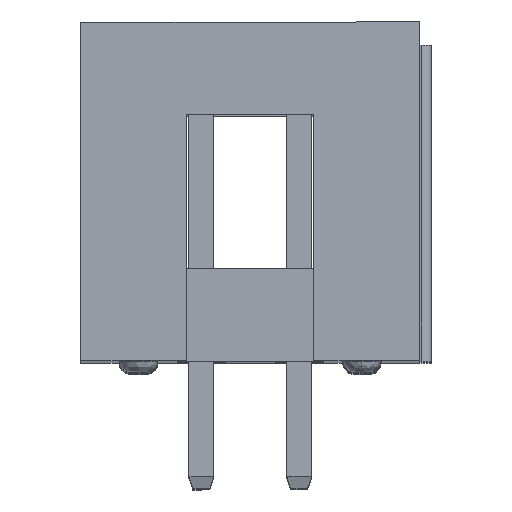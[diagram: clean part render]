
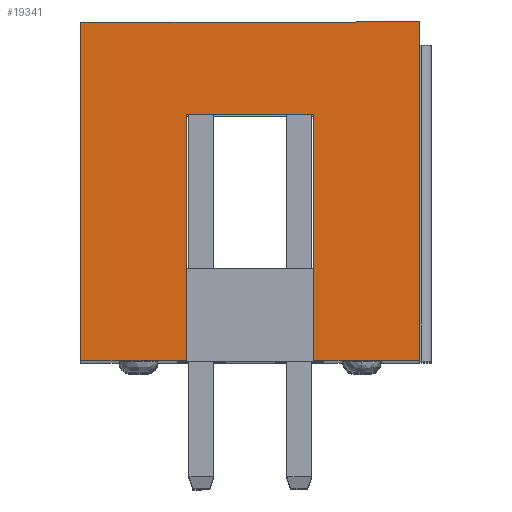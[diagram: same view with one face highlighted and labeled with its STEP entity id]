
A CAD part, top view. The second image highlights one B-rep face of the part: STEP entity #19341.
In plain terms, the highlighted face is planar.
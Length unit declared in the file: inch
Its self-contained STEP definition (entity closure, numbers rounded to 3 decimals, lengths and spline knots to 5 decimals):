
#2 = DIRECTION ( 'NONE',  ( 0., 0., 1. ) ) ;
#1506 = DIRECTION ( 'NONE',  ( 0., 1., 0. ) ) ;
#1730 = CARTESIAN_POINT ( 'NONE',  ( 0.64764, 0., -0.23819 ) ) ;
#2189 = CARTESIAN_POINT ( 'NONE',  ( 0.64764, 0., -0.34646 ) ) ;
#2498 = DIRECTION ( 'NONE',  ( 0., 0., 1. ) ) ;
#2925 = FACE_OUTER_BOUND ( 'NONE', #18605, .T. ) ;
#3257 = VECTOR ( 'NONE', #20302, 39.37008 ) ;
#4283 = AXIS2_PLACEMENT_3D ( 'NONE', #7001, #19193, #8746 ) ;
#4310 = LINE ( 'NONE', #22439, #12982 ) ;
#4397 = CARTESIAN_POINT ( 'NONE',  ( 0.64764, 0., -0.34646 ) ) ;
#4438 = VECTOR ( 'NONE', #9235, 39.37008 ) ;
#4655 = CARTESIAN_POINT ( 'NONE',  ( 0.64764, 0.25197, -0.10827 ) ) ;
#5290 = CARTESIAN_POINT ( 'NONE',  ( 0.64764, 0.34646, -0.34685 ) ) ;
#5751 = CARTESIAN_POINT ( 'NONE',  ( 0.64764, 0.25197, -0.34685 ) ) ;
#6060 = VECTOR ( 'NONE', #21426, 39.37008 ) ;
#6467 = ORIENTED_EDGE ( 'NONE', *, *, #17473, .F. ) ;
#6797 = VERTEX_POINT ( 'NONE', #4397 ) ;
#6995 = LINE ( 'NONE', #18931, #11587 ) ;
#7001 = CARTESIAN_POINT ( 'NONE',  ( 0.64764, 0., -0.34685 ) ) ;
#7271 = ORIENTED_EDGE ( 'NONE', *, *, #15437, .T. ) ;
#7732 = VERTEX_POINT ( 'NONE', #12788 ) ;
#8186 = EDGE_CURVE ( 'NONE', #15159, #19128, #22138, .T. ) ;
#8746 = DIRECTION ( 'NONE',  ( 0., 1., 0. ) ) ;
#9053 = EDGE_CURVE ( 'NONE', #19128, #7732, #17159, .T. ) ;
#9235 = DIRECTION ( 'NONE',  ( 0., -1., 0. ) ) ;
#9348 = VERTEX_POINT ( 'NONE', #1730 ) ;
#10340 = VERTEX_POINT ( 'NONE', #4655 ) ;
#11064 = EDGE_CURVE ( 'NONE', #17310, #10340, #4310, .T. ) ;
#11123 = CARTESIAN_POINT ( 'NONE',  ( 0.64764, 0., -0.10827 ) ) ;
#11320 = CARTESIAN_POINT ( 'NONE',  ( 0.64764, 0.34646, 0. ) ) ;
#11587 = VECTOR ( 'NONE', #15456, 39.37008 ) ;
#12129 = DIRECTION ( 'NONE',  ( 0., -1., 0. ) ) ;
#12508 = EDGE_CURVE ( 'NONE', #15159, #6797, #18898, .T. ) ;
#12623 = ORIENTED_EDGE ( 'NONE', *, *, #16483, .T. ) ;
#12788 = CARTESIAN_POINT ( 'NONE',  ( 0.64764, 0., 0. ) ) ;
#12982 = VECTOR ( 'NONE', #1506, 39.37008 ) ;
#13039 = VECTOR ( 'NONE', #12129, 39.37008 ) ;
#13152 = ORIENTED_EDGE ( 'NONE', *, *, #9053, .T. ) ;
#13827 = ORIENTED_EDGE ( 'NONE', *, *, #12508, .F. ) ;
#15159 = VERTEX_POINT ( 'NONE', #19932 ) ;
#15437 = EDGE_CURVE ( 'NONE', #10340, #17601, #19947, .T. ) ;
#15456 = DIRECTION ( 'NONE',  ( 0., 0., 1. ) ) ;
#16266 = VECTOR ( 'NONE', #2498, 39.37008 ) ;
#16483 = EDGE_CURVE ( 'NONE', #17601, #9348, #21823, .T. ) ;
#16715 = CARTESIAN_POINT ( 'NONE',  ( 0.64764, 0., 0. ) ) ;
#17159 = LINE ( 'NONE', #16715, #3257 ) ;
#17310 = VERTEX_POINT ( 'NONE', #11123 ) ;
#17329 = CARTESIAN_POINT ( 'NONE',  ( 0.64764, 0., -0.23819 ) ) ;
#17350 = EDGE_CURVE ( 'NONE', #6797, #9348, #20909, .T. ) ;
#17473 = EDGE_CURVE ( 'NONE', #17310, #7732, #6995, .T. ) ;
#17601 = VERTEX_POINT ( 'NONE', #19502 ) ;
#18132 = CARTESIAN_POINT ( 'NONE',  ( 0.64764, 0., -0.17362 ) ) ;
#18605 = EDGE_LOOP ( 'NONE', ( #13152, #6467, #22158, #7271, #12623, #19028, #13827, #20646 ) ) ;
#18898 = LINE ( 'NONE', #2189, #4438 ) ;
#18931 = CARTESIAN_POINT ( 'NONE',  ( 0.64764, 0., -0.17362 ) ) ;
#19028 = ORIENTED_EDGE ( 'NONE', *, *, #17350, .F. ) ;
#19128 = VERTEX_POINT ( 'NONE', #11320 ) ;
#19193 = DIRECTION ( 'NONE',  ( 1., 0., 0. ) ) ;
#19341 = ADVANCED_FACE ( 'NONE', ( #2925 ), #20794, .T. ) ;
#19502 = CARTESIAN_POINT ( 'NONE',  ( 0.64764, 0.25197, -0.23819 ) ) ;
#19932 = CARTESIAN_POINT ( 'NONE',  ( 0.64764, 0.34646, -0.34646 ) ) ;
#19947 = LINE ( 'NONE', #5751, #6060 ) ;
#20302 = DIRECTION ( 'NONE',  ( 0., -1., 0. ) ) ;
#20646 = ORIENTED_EDGE ( 'NONE', *, *, #8186, .T. ) ;
#20794 = PLANE ( 'NONE',  #4283 ) ;
#20909 = LINE ( 'NONE', #18132, #16266 ) ;
#21426 = DIRECTION ( 'NONE',  ( 0., 0., -1. ) ) ;
#21568 = VECTOR ( 'NONE', #2, 39.37008 ) ;
#21823 = LINE ( 'NONE', #17329, #13039 ) ;
#22138 = LINE ( 'NONE', #5290, #21568 ) ;
#22158 = ORIENTED_EDGE ( 'NONE', *, *, #11064, .T. ) ;
#22439 = CARTESIAN_POINT ( 'NONE',  ( 0.64764, 0., -0.10827 ) ) ;
